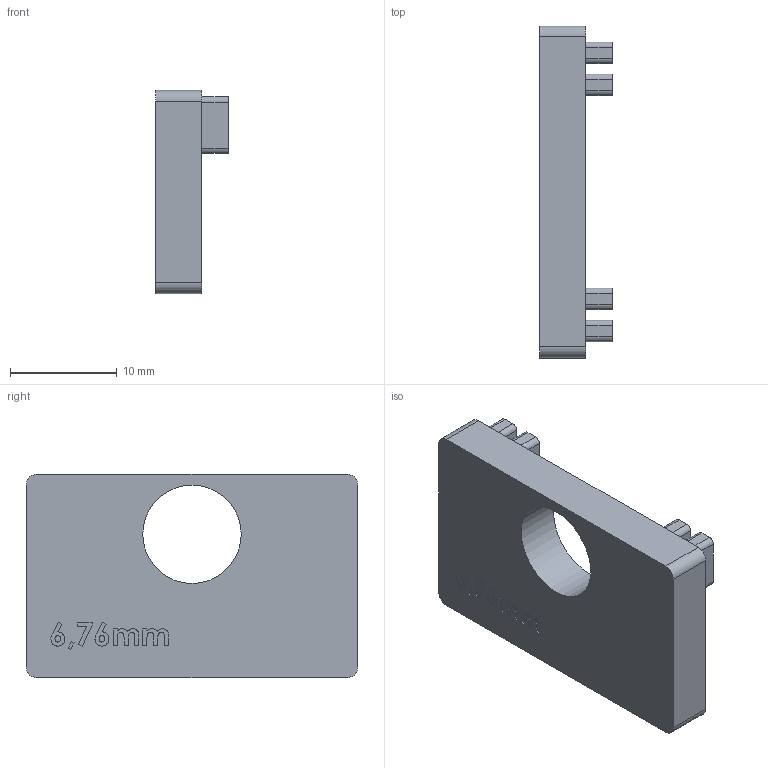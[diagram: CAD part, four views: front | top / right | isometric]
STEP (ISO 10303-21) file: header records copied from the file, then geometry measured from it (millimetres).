
FILE_DESCRIPTION (( 'STEP AP203' ), '1' );
FILE_NAME ('4507-GU.step', '2021-10-14T14:45:01', ( '' ), ( '' ), 'SwSTEP 2.0', 'SolidWorks 2018', '' );
FILE_SCHEMA (( 'CONFIG_CONTROL_DESIGN' ));
Length unit declared in the file: millimetre
Products named in the file (2): 4507-GU
Bounding box: 6.8 x 31 x 19 mm (x, y, z)
Volume: 2345.3 mm3; surface area: 1743 mm2
Topology: 1 solids, 1 shells, 430 faces, 1146 edges, 764 vertices
Faces by surface type: plane 251, bspline 158, cylinder 21
Full cylindrical faces by diameter (mm): 9.2 x1
Entity records: 21826 total; most frequent: CARTESIAN_POINT 11987, ORIENTED_EDGE 2290, DIRECTION 1419, EDGE_CURVE 1145, VECTOR 787, LINE 787, VERTEX_POINT 764, EDGE_LOOP 479
